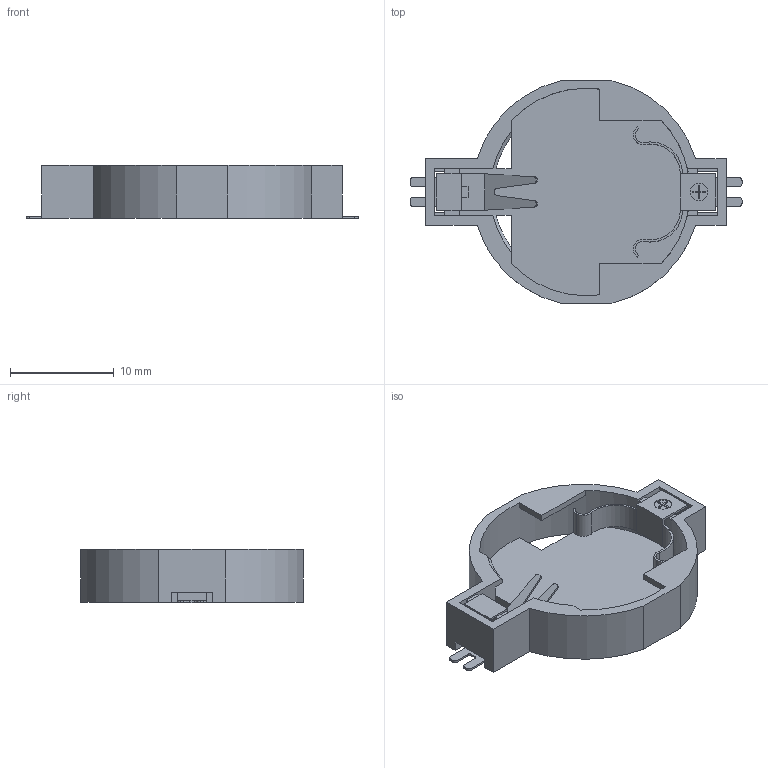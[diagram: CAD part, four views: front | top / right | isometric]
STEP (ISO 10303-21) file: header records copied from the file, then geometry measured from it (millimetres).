
FILE_DESCRIPTION (( 'STEP AP214' ), '1' );
FILE_NAME ('BAT-SMD_BS-10-B2AA010.step', '2022-06-16T10:56:19', ( '' ), ( '' ), 'SwSTEP 2.0', 'SolidWorks 2020', '' );
FILE_SCHEMA (( 'AUTOMOTIVE_DESIGN' ));
Length unit declared in the file: millimetre
Products named in the file (1): BAT-SMD_BS-10-B2AA010
Bounding box: 32 x 21.44 x 5.11 mm (x, y, z)
Volume: 760.6 mm3; surface area: 2006.5 mm2
Topology: 3 solids, 3 shells, 395 faces, 1114 edges, 738 vertices
Faces by surface type: plane 256, bspline 98, cylinder 39, cone 2
Entity records: 17601 total; most frequent: CARTESIAN_POINT 3596, ORIENTED_EDGE 2228, DIRECTION 1580, EDGE_CURVE 1114, VECTOR 816, LINE 816, VERTEX_POINT 738, EDGE_LOOP 422
